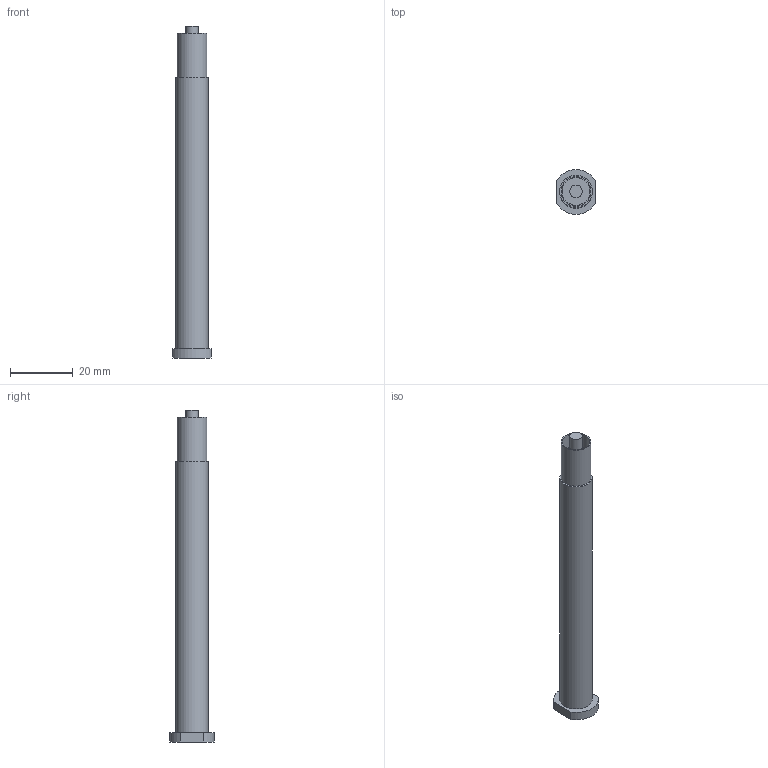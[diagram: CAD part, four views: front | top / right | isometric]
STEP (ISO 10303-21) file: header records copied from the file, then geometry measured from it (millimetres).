
FILE_DESCRIPTION(('FreeCAD Model'),'2;1');
FILE_NAME('syringe_barrel.step','2019-03-28T07:49:58',('Author'),(''), 'Open CASCADE STEP processor 6.9','FreeCAD','Unknown');
FILE_SCHEMA(('AUTOMOTIVE_DESIGN { 1 0 10303 214 1 1 1 1 }'));
Length unit declared in the file: millimetre
Products named in the file (1): syringe_barrel
Bounding box: 12.1 x 14.28 x 105.4 mm (x, y, z)
Volume: 4904.6 mm3; surface area: 5893.4 mm2
Topology: 1 solids, 1 shells, 16 faces, 27 edges, 18 vertices
Faces by surface type: plane 9, cylinder 7
Full cylindrical faces by diameter (mm): 4 x1, 7.25 x1, 8.8 x1, 9.5 x1, 10.4 x1
Entity records: 772 total; most frequent: CARTESIAN_POINT 146, DIRECTION 124, ORIENTED_EDGE 54, PCURVE 54, DEFINITIONAL_REPRESENTATION 54, LINE 53, VECTOR 53, AXIS2_PLACEMENT_3D 31
